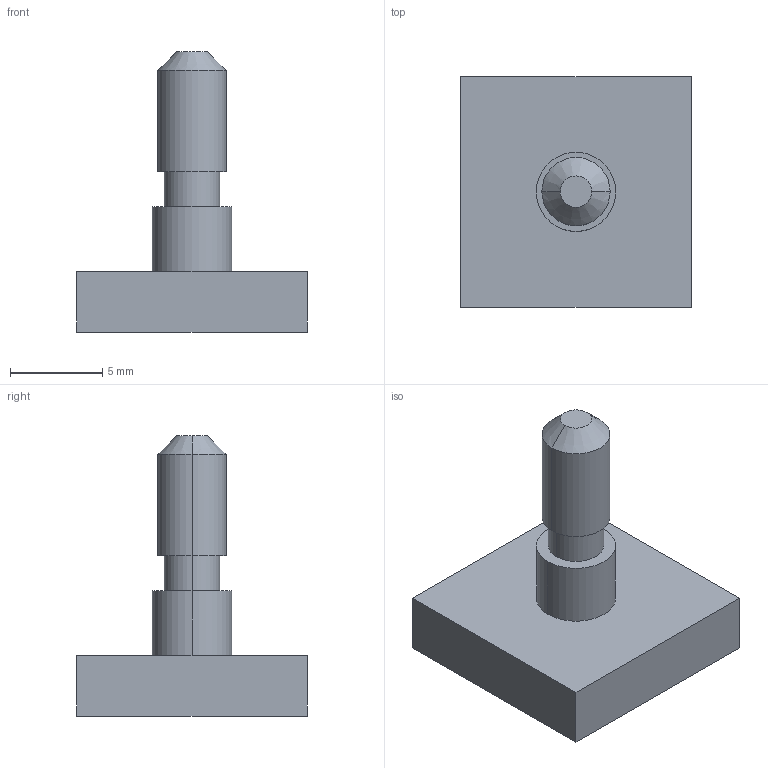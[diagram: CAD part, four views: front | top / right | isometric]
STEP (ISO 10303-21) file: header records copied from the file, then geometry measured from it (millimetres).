
FILE_DESCRIPTION((''),'2;1');
FILE_NAME('PIN_PCB','2025-04-16T12:28:10',('Constantin Schempp'),(''),'CREO PARAMETRIC BY PTC INC, 2024063','CREO PARAMETRIC BY PTC INC, 2024063','');
FILE_SCHEMA(('CONFIG_CONTROL_DESIGN'));
Length unit declared in the file: millimetre
Products named in the file (1): PIN_PCB
Bounding box: 12.5 x 12.5 x 15.2 mm (x, y, z)
Volume: 645 mm3; surface area: 617.5 mm2
Topology: 1 solids, 1 shells, 17 faces, 47 edges, 38 vertices
Faces by surface type: plane 9, cylinder 6, cone 2
Entity records: 578 total; most frequent: DIRECTION 103, CARTESIAN_POINT 87, ORIENTED_EDGE 68, AXIS2_PLACEMENT_3D 38, EDGE_CURVE 34, VECTOR 27, LINE 27, VERTEX_POINT 22
